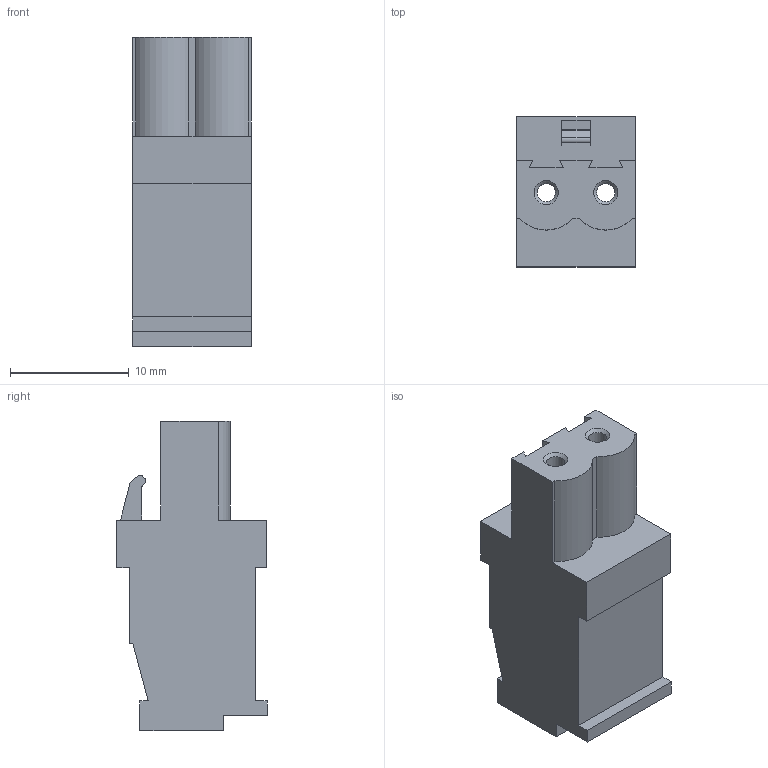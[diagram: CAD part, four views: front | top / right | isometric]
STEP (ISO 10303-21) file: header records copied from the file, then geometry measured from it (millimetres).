
FILE_DESCRIPTION (( 'STEP AP214' ), '1' );
FILE_NAME ('107635.STEP', '2016-12-13T19:51:27', ( '' ), ( '' ), 'SwSTEP 2.0', 'SolidWorks 2015', '' );
FILE_SCHEMA (( 'AUTOMOTIVE_DESIGN' ));
Length unit declared in the file: inch
Products named in the file (1): 107635
Bounding box: 10 x 12.65 x 26.01 mm (x, y, z)
Surface area: 1507.5 mm2 (no closed solid volume)
Topology: 0 solids, 1 shells, 128 faces, 382 edges, 258 vertices
Faces by surface type: plane 104, bspline 14, cylinder 8, cone 2
Full cylindrical faces by diameter (mm): 1.524 x2, 4 x2
Entity records: 6489 total; most frequent: CARTESIAN_POINT 1513, ORIENTED_EDGE 672, DIRECTION 602, EDGE_CURVE 372, LINE 316, VECTOR 316, VERTEX_POINT 254, EDGE_LOOP 147
